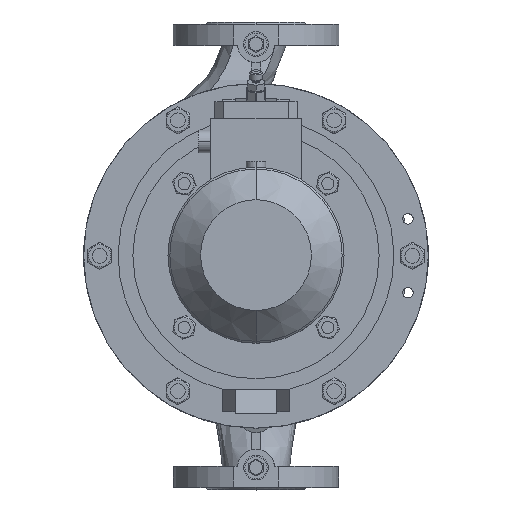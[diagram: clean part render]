
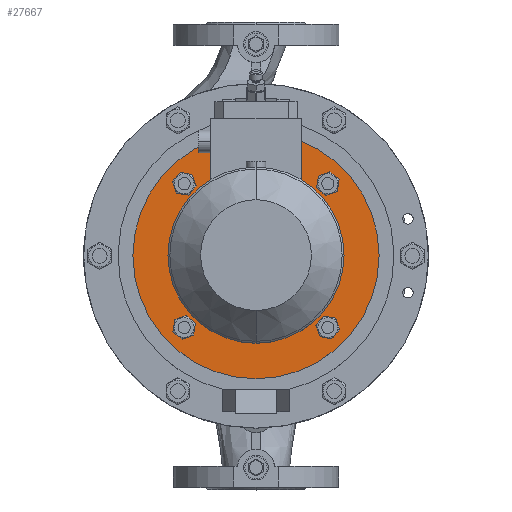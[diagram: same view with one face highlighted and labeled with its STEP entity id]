
A CAD part, top view. The second image highlights one B-rep face of the part: STEP entity #27667.
In plain terms, the highlighted planar face has unit normal (0, 0, 1).
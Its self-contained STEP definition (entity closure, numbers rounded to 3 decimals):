
#346 = AXIS2_PLACEMENT_3D ( 'NONE', #20869, #13150, #31394 ) ;
#496 = DIRECTION ( 'NONE',  ( 0., -1., 0. ) ) ;
#538 = ORIENTED_EDGE ( 'NONE', *, *, #11024, .T. ) ;
#783 = CARTESIAN_POINT ( 'NONE',  ( 0., 100., 168. ) ) ;
#1005 = VERTEX_POINT ( 'NONE', #28238 ) ;
#1124 = DIRECTION ( 'NONE',  ( 0., 0., 1. ) ) ;
#1965 = DIRECTION ( 'NONE',  ( 0., 1., 0. ) ) ;
#2458 = CIRCLE ( 'NONE', #18320, 8.075 ) ;
#2911 = DIRECTION ( 'NONE',  ( 0., -1., 0. ) ) ;
#3246 = CARTESIAN_POINT ( 'NONE',  ( 0., 100., 168. ) ) ;
#3568 = VERTEX_POINT ( 'NONE', #14474 ) ;
#4148 = CARTESIAN_POINT ( 'NONE',  ( 0., 0., 168. ) ) ;
#4498 = EDGE_CURVE ( 'NONE', #28749, #14344, #31806, .T. ) ;
#4795 = AXIS2_PLACEMENT_3D ( 'NONE', #3246, #29214, #21633 ) ;
#5062 = ORIENTED_EDGE ( 'NONE', *, *, #18883, .T. ) ;
#5619 = CARTESIAN_POINT ( 'NONE',  ( 0., 70., 168. ) ) ;
#5663 = DIRECTION ( 'NONE',  ( 0., 0., -1. ) ) ;
#5781 = CARTESIAN_POINT ( 'NONE',  ( -58.336, -58.336, 168. ) ) ;
#5865 = EDGE_LOOP ( 'NONE', ( #15695, #29352 ) ) ;
#6538 = CIRCLE ( 'NONE', #20555, 8.075 ) ;
#6992 = FACE_BOUND ( 'NONE', #22502, .T. ) ;
#7135 = CARTESIAN_POINT ( 'NONE',  ( -66.289, 59.739, 168. ) ) ;
#7210 = CARTESIAN_POINT ( 'NONE',  ( 0., 0., 168. ) ) ;
#7590 = EDGE_CURVE ( 'NONE', #8772, #19695, #29764, .T. ) ;
#7668 = EDGE_CURVE ( 'NONE', #29583, #10102, #11614, .T. ) ;
#8114 = CIRCLE ( 'NONE', #18571, 8.075 ) ;
#8510 = VERTEX_POINT ( 'NONE', #11156 ) ;
#8772 = VERTEX_POINT ( 'NONE', #9299 ) ;
#9155 = DIRECTION ( 'NONE',  ( 0., 0., -1. ) ) ;
#9299 = CARTESIAN_POINT ( 'NONE',  ( 0., -100., 168. ) ) ;
#9627 = CARTESIAN_POINT ( 'NONE',  ( 58.336, 58.336, 168. ) ) ;
#9651 = AXIS2_PLACEMENT_3D ( 'NONE', #7210, #15262, #12594 ) ;
#9777 = DIRECTION ( 'NONE',  ( 0., 0., -1. ) ) ;
#10102 = VERTEX_POINT ( 'NONE', #5619 ) ;
#10213 = CIRCLE ( 'NONE', #10877, 70. ) ;
#10322 = EDGE_CURVE ( 'NONE', #22966, #18135, #2458, .T. ) ;
#10843 = PLANE ( 'NONE',  #4795 ) ;
#10877 = AXIS2_PLACEMENT_3D ( 'NONE', #30529, #14810, #19757 ) ;
#11024 = EDGE_CURVE ( 'NONE', #14344, #28749, #6538, .T. ) ;
#11156 = CARTESIAN_POINT ( 'NONE',  ( -59.739, -66.289, 168. ) ) ;
#11323 = CARTESIAN_POINT ( 'NONE',  ( 59.739, 66.289, 168. ) ) ;
#11614 = CIRCLE ( 'NONE', #9651, 70. ) ;
#11829 = EDGE_CURVE ( 'NONE', #10102, #29583, #10213, .T. ) ;
#11857 = ORIENTED_EDGE ( 'NONE', *, *, #30486, .T. ) ;
#11881 = FACE_BOUND ( 'NONE', #19064, .T. ) ;
#12378 = DIRECTION ( 'NONE',  ( 0., 0., -1. ) ) ;
#12492 = EDGE_CURVE ( 'NONE', #21316, #1005, #8114, .T. ) ;
#12542 = CIRCLE ( 'NONE', #18768, 8.075 ) ;
#12594 = DIRECTION ( 'NONE',  ( 0., 1., 0. ) ) ;
#12595 = CARTESIAN_POINT ( 'NONE',  ( 0., 0., 168. ) ) ;
#12765 = CARTESIAN_POINT ( 'NONE',  ( -58.336, 58.336, 168. ) ) ;
#12991 = DIRECTION ( 'NONE',  ( 0., -1., 0. ) ) ;
#13150 = DIRECTION ( 'NONE',  ( 0., 0., -1. ) ) ;
#13568 = ORIENTED_EDGE ( 'NONE', *, *, #4498, .T. ) ;
#14105 = DIRECTION ( 'NONE',  ( 0., -1., 0. ) ) ;
#14228 = AXIS2_PLACEMENT_3D ( 'NONE', #5781, #24136, #496 ) ;
#14293 = EDGE_CURVE ( 'NONE', #8510, #3568, #25775, .T. ) ;
#14333 = CARTESIAN_POINT ( 'NONE',  ( -58.336, 58.336, 168. ) ) ;
#14344 = VERTEX_POINT ( 'NONE', #26785 ) ;
#14474 = CARTESIAN_POINT ( 'NONE',  ( -56.934, -50.384, 168. ) ) ;
#14573 = CARTESIAN_POINT ( 'NONE',  ( 58.336, 58.336, 168. ) ) ;
#14731 = CARTESIAN_POINT ( 'NONE',  ( 0., -70., 168. ) ) ;
#14810 = DIRECTION ( 'NONE',  ( 0., 0., -1. ) ) ;
#14893 = EDGE_LOOP ( 'NONE', ( #11857, #17087 ) ) ;
#15262 = DIRECTION ( 'NONE',  ( 0., 0., -1. ) ) ;
#15263 = DIRECTION ( 'NONE',  ( 0., 0., -1. ) ) ;
#15695 = ORIENTED_EDGE ( 'NONE', *, *, #25859, .F. ) ;
#15844 = ORIENTED_EDGE ( 'NONE', *, *, #12492, .F. ) ;
#15875 = EDGE_LOOP ( 'NONE', ( #13568, #538 ) ) ;
#16139 = CARTESIAN_POINT ( 'NONE',  ( 58.336, -58.336, 168. ) ) ;
#17087 = ORIENTED_EDGE ( 'NONE', *, *, #14293, .T. ) ;
#18135 = VERTEX_POINT ( 'NONE', #30001 ) ;
#18320 = AXIS2_PLACEMENT_3D ( 'NONE', #14573, #9155, #14105 ) ;
#18571 = AXIS2_PLACEMENT_3D ( 'NONE', #14333, #1124, #19870 ) ;
#18768 = AXIS2_PLACEMENT_3D ( 'NONE', #12765, #21154, #12991 ) ;
#18883 = EDGE_CURVE ( 'NONE', #18135, #22966, #30492, .T. ) ;
#19064 = EDGE_LOOP ( 'NONE', ( #24400, #15844 ) ) ;
#19400 = CIRCLE ( 'NONE', #31789, 100. ) ;
#19695 = VERTEX_POINT ( 'NONE', #783 ) ;
#19757 = DIRECTION ( 'NONE',  ( 0., 1., 0. ) ) ;
#19870 = DIRECTION ( 'NONE',  ( 0., -1., 0. ) ) ;
#20555 = AXIS2_PLACEMENT_3D ( 'NONE', #16139, #5663, #2911 ) ;
#20769 = ORIENTED_EDGE ( 'NONE', *, *, #11829, .T. ) ;
#20869 = CARTESIAN_POINT ( 'NONE',  ( 58.336, -58.336, 168. ) ) ;
#21154 = DIRECTION ( 'NONE',  ( 0., 0., 1. ) ) ;
#21217 = ORIENTED_EDGE ( 'NONE', *, *, #7668, .T. ) ;
#21316 = VERTEX_POINT ( 'NONE', #7135 ) ;
#21633 = DIRECTION ( 'NONE',  ( 0., -1., 0. ) ) ;
#22502 = EDGE_LOOP ( 'NONE', ( #20769, #21217 ) ) ;
#22835 = DIRECTION ( 'NONE',  ( 0., 1., 0. ) ) ;
#22966 = VERTEX_POINT ( 'NONE', #11323 ) ;
#23203 = CIRCLE ( 'NONE', #29036, 8.075 ) ;
#23452 = ORIENTED_EDGE ( 'NONE', *, *, #10322, .T. ) ;
#23487 = AXIS2_PLACEMENT_3D ( 'NONE', #9627, #12378, #30753 ) ;
#23789 = EDGE_CURVE ( 'NONE', #1005, #21316, #12542, .T. ) ;
#23813 = FACE_BOUND ( 'NONE', #14893, .T. ) ;
#24136 = DIRECTION ( 'NONE',  ( 0., 0., -1. ) ) ;
#24400 = ORIENTED_EDGE ( 'NONE', *, *, #23789, .F. ) ;
#24577 = EDGE_LOOP ( 'NONE', ( #5062, #23452 ) ) ;
#25018 = FACE_OUTER_BOUND ( 'NONE', #5865, .T. ) ;
#25453 = FACE_BOUND ( 'NONE', #15875, .T. ) ;
#25775 = CIRCLE ( 'NONE', #14228, 8.075 ) ;
#25859 = EDGE_CURVE ( 'NONE', #19695, #8772, #19400, .T. ) ;
#26785 = CARTESIAN_POINT ( 'NONE',  ( 66.289, -59.739, 168. ) ) ;
#27436 = DIRECTION ( 'NONE',  ( 0., 0., -1. ) ) ;
#27667 = ADVANCED_FACE ( 'NONE', ( #30806, #25453, #23813, #11881, #6992, #25018 ), #10843, .T. ) ;
#28238 = CARTESIAN_POINT ( 'NONE',  ( -50.384, 56.934, 168. ) ) ;
#28749 = VERTEX_POINT ( 'NONE', #31550 ) ;
#29036 = AXIS2_PLACEMENT_3D ( 'NONE', #29647, #27436, #29869 ) ;
#29214 = DIRECTION ( 'NONE',  ( 0., 0., 1. ) ) ;
#29352 = ORIENTED_EDGE ( 'NONE', *, *, #7590, .F. ) ;
#29583 = VERTEX_POINT ( 'NONE', #14731 ) ;
#29647 = CARTESIAN_POINT ( 'NONE',  ( -58.336, -58.336, 168. ) ) ;
#29764 = CIRCLE ( 'NONE', #33195, 100. ) ;
#29869 = DIRECTION ( 'NONE',  ( 0., -1., 0. ) ) ;
#30001 = CARTESIAN_POINT ( 'NONE',  ( 56.934, 50.384, 168. ) ) ;
#30486 = EDGE_CURVE ( 'NONE', #3568, #8510, #23203, .T. ) ;
#30492 = CIRCLE ( 'NONE', #23487, 8.075 ) ;
#30529 = CARTESIAN_POINT ( 'NONE',  ( 0., 0., 168. ) ) ;
#30753 = DIRECTION ( 'NONE',  ( 0., -1., 0. ) ) ;
#30806 = FACE_BOUND ( 'NONE', #24577, .T. ) ;
#31394 = DIRECTION ( 'NONE',  ( 0., -1., 0. ) ) ;
#31550 = CARTESIAN_POINT ( 'NONE',  ( 50.384, -56.934, 168. ) ) ;
#31789 = AXIS2_PLACEMENT_3D ( 'NONE', #12595, #15263, #22835 ) ;
#31806 = CIRCLE ( 'NONE', #346, 8.075 ) ;
#33195 = AXIS2_PLACEMENT_3D ( 'NONE', #4148, #9777, #1965 ) ;
